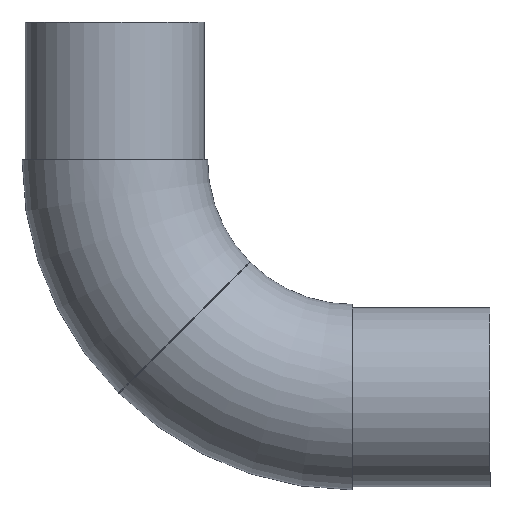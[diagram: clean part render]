
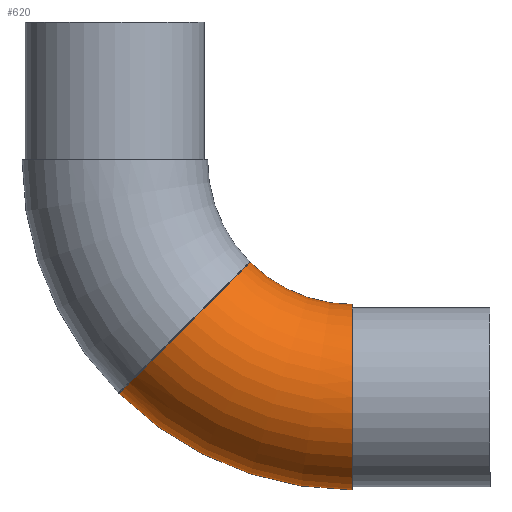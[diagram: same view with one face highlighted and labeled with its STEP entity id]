
A CAD part, front view. The second image highlights one B-rep face of the part: STEP entity #620.
In plain terms, the highlighted toroidal (fillet/blend) face has major radius 43.15 mm and minor radius 16.85 mm.
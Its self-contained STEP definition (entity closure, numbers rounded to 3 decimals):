
#76 = ORIENTED_EDGE ( 'NONE', *, *, #587, .F. ) ;
#126 = AXIS2_PLACEMENT_3D ( 'NONE', #1393, #450, #2309 ) ;
#127 = CARTESIAN_POINT ( 'NONE',  ( 14.819, -5.749, 18.624 ) ) ;
#138 = CARTESIAN_POINT ( 'NONE',  ( 7.216, -16.097, 11.02 ) ) ;
#163 = CIRCLE ( 'NONE', #2380, 16.85 ) ;
#174 = CARTESIAN_POINT ( 'NONE',  ( -1.601, -15.16, 2.204 ) ) ;
#260 = VERTEX_POINT ( 'NONE', #397 ) ;
#288 = CARTESIAN_POINT ( 'NONE',  ( -6.158, -9.701, -2.353 ) ) ;
#315 = CARTESIAN_POINT ( 'NONE',  ( -8.258, -1.476, -4.453 ) ) ;
#324 = CARTESIAN_POINT ( 'NONE',  ( -3.539, -13.518, 0.265 ) ) ;
#343 = CIRCLE ( 'NONE', #1536, 26.3 ) ;
#356 = CARTESIAN_POINT ( 'NONE',  ( -8.236, -1.771, -4.431 ) ) ;
#370 = CARTESIAN_POINT ( 'NONE',  ( 11.738, -12.37, 15.543 ) ) ;
#397 = CARTESIAN_POINT ( 'NONE',  ( -8.302, 0., -4.497 ) ) ;
#450 = DIRECTION ( 'NONE',  ( 0., -1., 0. ) ) ;
#470 = CARTESIAN_POINT ( 'NONE',  ( -7.549, -5.919, -3.744 ) ) ;
#507 = CARTESIAN_POINT ( 'NONE',  ( 15.455, -2.134, 19.261 ) ) ;
#542 = CARTESIAN_POINT ( 'NONE',  ( 9.934, -14.293, 13.739 ) ) ;
#551 = CARTESIAN_POINT ( 'NONE',  ( 2.743, -16.813, 6.548 ) ) ;
#587 = EDGE_CURVE ( 'NONE', #722, #2215, #343, .T. ) ;
#620 = ADVANCED_FACE ( 'NONE', ( #2243 ), #2047, .T. ) ;
#645 = CARTESIAN_POINT ( 'NONE',  ( 34.054, 0., 38. ) ) ;
#670 = CARTESIAN_POINT ( 'NONE',  ( -7.261, -6.908, -3.456 ) ) ;
#691 = CARTESIAN_POINT ( 'NONE',  ( 14.944, -5.238, 18.749 ) ) ;
#698 = CARTESIAN_POINT ( 'NONE',  ( 15.528, 0., 19.333 ) ) ;
#702 = CARTESIAN_POINT ( 'NONE',  ( 10.254, -14., 14.059 ) ) ;
#711 = CARTESIAN_POINT ( 'NONE',  ( 34.054, 0., 38. ) ) ;
#722 = VERTEX_POINT ( 'NONE', #698 ) ;
#726 = CARTESIAN_POINT ( 'NONE',  ( 11.173, -13.067, 14.978 ) ) ;
#739 = CARTESIAN_POINT ( 'NONE',  ( 0.507, -16.302, 4.311 ) ) ;
#775 = CARTESIAN_POINT ( 'NONE',  ( 34.054, 0., 11.7 ) ) ;
#805 = DIRECTION ( 'NONE',  ( 1., 0., 0. ) ) ;
#837 = CARTESIAN_POINT ( 'NONE',  ( -8.236, -1.771, -4.431 ) ) ;
#849 = CARTESIAN_POINT ( 'NONE',  ( -8.137, -2.838, -4.333 ) ) ;
#856 = VERTEX_POINT ( 'NONE', #2375 ) ;
#866 = CARTESIAN_POINT ( 'NONE',  ( -8.236, -1.771, -4.431 ) ) ;
#875 = CARTESIAN_POINT ( 'NONE',  ( 14.399, -7.238, 18.204 ) ) ;
#885 = DIRECTION ( 'NONE',  ( 0., -1., 0. ) ) ;
#886 = CARTESIAN_POINT ( 'NONE',  ( 15.243, -3.697, 19.049 ) ) ;
#899 = CARTESIAN_POINT ( 'NONE',  ( 8.946, -15.077, 12.751 ) ) ;
#925 = CARTESIAN_POINT ( 'NONE',  ( -0.559, -15.792, 3.245 ) ) ;
#1059 = DIRECTION ( 'NONE',  ( 0., -1., 0. ) ) ;
#1074 = CARTESIAN_POINT ( 'NONE',  ( -2.925, -14.127, 0.88 ) ) ;
#1106 = B_SPLINE_CURVE_WITH_KNOTS ( 'NONE', 3,
 ( #837, #1783, #849, #1602, #2353, #470, #670, #1223, #1981, #288, #1616, #2367, #1238, #1994, #324, #1074, #1455, #174, #1297, #925, #739, #2404, #2057, #551, #2018, #1832, #1311, #1478, #2391, #138, #2206, #899, #1855, #542, #702, #726, #370, #2415, #1124, #1261, #1869, #1502, #875, #127, #691, #1640, #886, #507, #1465, #1651 ),
 .UNSPECIFIED., .F., .F.,
 ( 4, 2, 1, 2, 2, 2, 2, 2, 2, 2, 2, 2, 2, 1, 2, 2, 2, 2, 2, 2, 2, 2, 2, 2, 2, 4 ),
 ( 0.002, 0.003, 0.005, 0.007, 0.008, 0.011, 0.013, 0.015, 0.018, 0.019, 0.021, 0.024, 0.026, 0.028, 0.029, 0.031, 0.034, 0.036, 0.037, 0.04, 0.042, 0.044, 0.047, 0.049, 0.05, 0.053 ),
 .UNSPECIFIED. ) ;
#1111 = CIRCLE ( 'NONE', #126, 60. ) ;
#1124 = CARTESIAN_POINT ( 'NONE',  ( 12.763, -10.806, 16.568 ) ) ;
#1149 = EDGE_CURVE ( 'NONE', #1259, #722, #1106, .T. ) ;
#1177 = CARTESIAN_POINT ( 'NONE',  ( 34.054, 0., -5.15 ) ) ;
#1223 = CARTESIAN_POINT ( 'NONE',  ( -7.099, -7.397, -3.295 ) ) ;
#1238 = CARTESIAN_POINT ( 'NONE',  ( -4.675, -12.117, -0.871 ) ) ;
#1248 = DIRECTION ( 'NONE',  ( 0., 0., -1. ) ) ;
#1259 = VERTEX_POINT ( 'NONE', #356 ) ;
#1261 = CARTESIAN_POINT ( 'NONE',  ( 13.231, -9.96, 17.036 ) ) ;
#1297 = CARTESIAN_POINT ( 'NONE',  ( -0.91, -15.598, 2.895 ) ) ;
#1309 = DIRECTION ( 'NONE',  ( -1., 0., 0. ) ) ;
#1311 = CARTESIAN_POINT ( 'NONE',  ( 4.993, -16.745, 8.798 ) ) ;
#1336 = ORIENTED_EDGE ( 'NONE', *, *, #1782, .T. ) ;
#1359 = ORIENTED_EDGE ( 'NONE', *, *, #1471, .F. ) ;
#1393 = CARTESIAN_POINT ( 'NONE',  ( 34.054, 0., 38. ) ) ;
#1436 = CARTESIAN_POINT ( 'NONE',  ( -8.302, 0., -4.497 ) ) ;
#1455 = CARTESIAN_POINT ( 'NONE',  ( -1.941, -14.917, 1.863 ) ) ;
#1461 = ORIENTED_EDGE ( 'NONE', *, *, #1797, .F. ) ;
#1465 = CARTESIAN_POINT ( 'NONE',  ( 15.528, -1.076, 19.333 ) ) ;
#1471 = EDGE_CURVE ( 'NONE', #260, #1259, #1894, .T. ) ;
#1478 = CARTESIAN_POINT ( 'NONE',  ( 5.739, -16.588, 9.543 ) ) ;
#1502 = CARTESIAN_POINT ( 'NONE',  ( 14.056, -8.182, 17.861 ) ) ;
#1536 = AXIS2_PLACEMENT_3D ( 'NONE', #645, #1059, #1248 ) ;
#1602 = CARTESIAN_POINT ( 'NONE',  ( -7.987, -3.884, -4.182 ) ) ;
#1610 = ORIENTED_EDGE ( 'NONE', *, *, #1149, .F. ) ;
#1616 = CARTESIAN_POINT ( 'NONE',  ( -5.453, -10.946, -1.649 ) ) ;
#1640 = CARTESIAN_POINT ( 'NONE',  ( 15.155, -4.213, 18.96 ) ) ;
#1651 = CARTESIAN_POINT ( 'NONE',  ( 15.528, 0., 19.333 ) ) ;
#1782 = EDGE_CURVE ( 'NONE', #260, #856, #1111, .T. ) ;
#1783 = CARTESIAN_POINT ( 'NONE',  ( -8.196, -2.305, -4.391 ) ) ;
#1797 = EDGE_CURVE ( 'NONE', #2215, #856, #163, .T. ) ;
#1832 = CARTESIAN_POINT ( 'NONE',  ( 4.247, -16.851, 8.051 ) ) ;
#1855 = CARTESIAN_POINT ( 'NONE',  ( 9.28, -14.832, 13.085 ) ) ;
#1869 = CARTESIAN_POINT ( 'NONE',  ( 13.449, -9.524, 17.254 ) ) ;
#1894 = B_SPLINE_CURVE_WITH_KNOTS ( 'NONE', 3,
 ( #1436, #2154, #2183, #315, #866 ),
 .UNSPECIFIED., .F., .F.,
 ( 4, 1, 4 ),
 ( 0., 0.001, 0.002 ),
 .UNSPECIFIED. ) ;
#1955 = EDGE_LOOP ( 'NONE', ( #1359, #1336, #1461, #76, #1610 ) ) ;
#1981 = CARTESIAN_POINT ( 'NONE',  ( -6.569, -8.814, -2.765 ) ) ;
#1994 = CARTESIAN_POINT ( 'NONE',  ( -4.398, -12.483, -0.594 ) ) ;
#2018 = CARTESIAN_POINT ( 'NONE',  ( 3.496, -16.858, 7.3 ) ) ;
#2047 = TOROIDAL_SURFACE ( 'NONE', #2360, 43.15, 16.85 ) ;
#2057 = CARTESIAN_POINT ( 'NONE',  ( 2.364, -16.766, 6.169 ) ) ;
#2154 = CARTESIAN_POINT ( 'NONE',  ( -8.302, -0.296, -4.497 ) ) ;
#2183 = CARTESIAN_POINT ( 'NONE',  ( -8.291, -0.887, -4.486 ) ) ;
#2206 = CARTESIAN_POINT ( 'NONE',  ( 7.924, -15.744, 11.729 ) ) ;
#2215 = VERTEX_POINT ( 'NONE', #775 ) ;
#2243 = FACE_OUTER_BOUND ( 'NONE', #1955, .T. ) ;
#2309 = DIRECTION ( 'NONE',  ( 0., 0., -1. ) ) ;
#2320 = DIRECTION ( 'NONE',  ( 0., 0., -1. ) ) ;
#2353 = CARTESIAN_POINT ( 'NONE',  ( -7.802, -4.916, -3.997 ) ) ;
#2360 = AXIS2_PLACEMENT_3D ( 'NONE', #711, #885, #1309 ) ;
#2367 = CARTESIAN_POINT ( 'NONE',  ( -5.204, -11.346, -1.399 ) ) ;
#2375 = CARTESIAN_POINT ( 'NONE',  ( 34.054, 0., -22. ) ) ;
#2380 = AXIS2_PLACEMENT_3D ( 'NONE', #1177, #805, #2320 ) ;
#2391 = CARTESIAN_POINT ( 'NONE',  ( 6.112, -16.484, 9.917 ) ) ;
#2404 = CARTESIAN_POINT ( 'NONE',  ( 1.238, -16.546, 5.042 ) ) ;
#2415 = CARTESIAN_POINT ( 'NONE',  ( 12.515, -11.212, 16.32 ) ) ;
